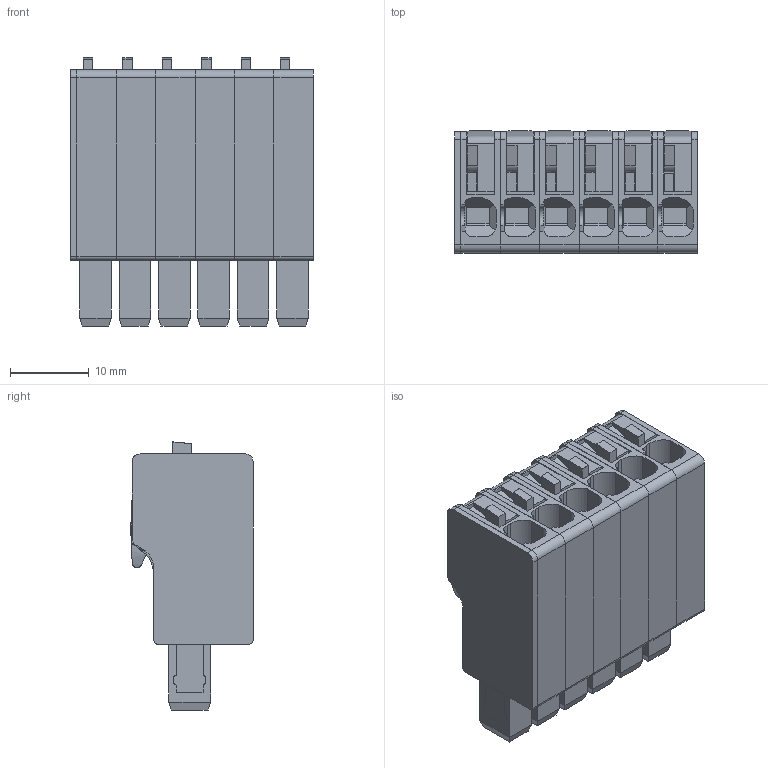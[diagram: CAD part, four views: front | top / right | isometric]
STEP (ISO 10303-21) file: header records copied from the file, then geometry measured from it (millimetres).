
FILE_DESCRIPTION(('CATIA V5 STEP Exchange','CAx-IF Rec.Pracs.--- Model Styling and Organization---1.4--- 2014-01-23'),'2;1');
FILE_NAME ('1317044-2_0_2790430000_2790430000.stp','2020-09-07T14:17:06+00:00',('none'),('Weidmueller'),'CATIA Version 5-6 Release 2016 SP3 HF44','CATIA V5 STEP AP214','none');
FILE_SCHEMA(('AUTOMOTIVE_DESIGN { 1 0 10303 214 1 1 1 1 }'));
Length unit declared in the file: millimetre
Products named in the file (1): 2790430000
Bounding box: 30.8 x 15.5 x 34.02 mm (x, y, z)
Volume: 11181.2 mm3; surface area: 12526.3 mm2
Topology: 25 solids, 31 shells, 1049 faces, 2787 edges, 1838 vertices
Faces by surface type: plane 693, cylinder 352, cone 4
Entity records: 33244 total; most frequent: CARTESIAN_POINT 7268, ORIENTED_EDGE 5574, DIRECTION 4280, EDGE_CURVE 2787, VECTOR 1856, LINE 1856, VERTEX_POINT 1838, AXIS2_PLACEMENT_3D 1475
